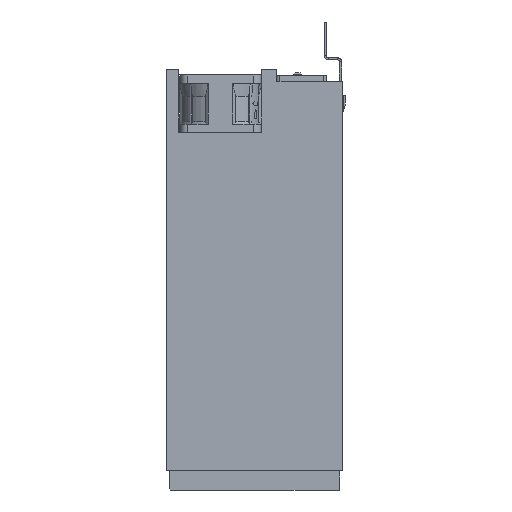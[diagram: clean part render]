
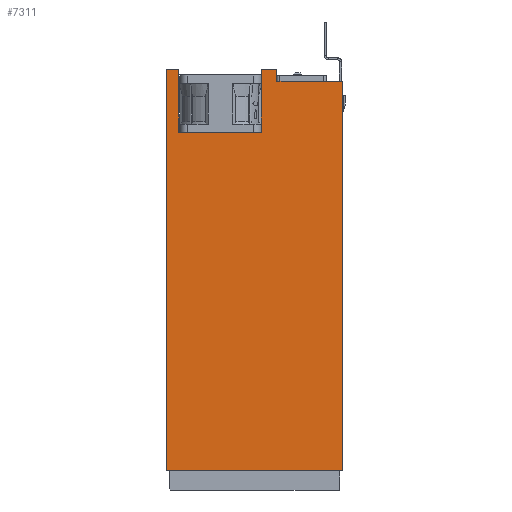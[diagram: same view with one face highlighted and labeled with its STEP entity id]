
A CAD part, front view. The second image highlights one B-rep face of the part: STEP entity #7311.
In plain terms, the highlighted planar face has unit normal (0, -1, 0).
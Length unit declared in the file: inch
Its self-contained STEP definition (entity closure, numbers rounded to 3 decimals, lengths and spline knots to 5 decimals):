
#686=FACE_OUTER_BOUND('',#1092,.T.);
#1092=EDGE_LOOP('',(#5052,#5053,#5054,#5055,#5056,#5057,#5058,#5059,#5060,
#5061));
#1561=LINE('',#10770,#2339);
#1565=LINE('',#10778,#2343);
#1568=LINE('',#10784,#2346);
#1571=LINE('',#10790,#2349);
#1574=LINE('',#10796,#2352);
#1577=LINE('',#10802,#2355);
#1580=LINE('',#10808,#2358);
#1583=LINE('',#10814,#2361);
#1586=LINE('',#10820,#2364);
#1589=LINE('',#10825,#2367);
#2339=VECTOR('',#8645,0.3937);
#2343=VECTOR('',#8651,0.3937);
#2346=VECTOR('',#8656,0.3937);
#2349=VECTOR('',#8661,0.3937);
#2352=VECTOR('',#8666,0.3937);
#2355=VECTOR('',#8671,0.3937);
#2358=VECTOR('',#8676,0.3937);
#2361=VECTOR('',#8681,0.3937);
#2364=VECTOR('',#8686,0.3937);
#2367=VECTOR('',#8691,0.3937);
#3095=VERTEX_POINT('',#10768);
#3096=VERTEX_POINT('',#10769);
#3099=VERTEX_POINT('',#10777);
#3101=VERTEX_POINT('',#10783);
#3103=VERTEX_POINT('',#10789);
#3105=VERTEX_POINT('',#10795);
#3107=VERTEX_POINT('',#10801);
#3109=VERTEX_POINT('',#10807);
#3111=VERTEX_POINT('',#10813);
#3113=VERTEX_POINT('',#10819);
#3825=EDGE_CURVE('',#3095,#3096,#1561,.T.);
#3829=EDGE_CURVE('',#3096,#3099,#1565,.T.);
#3832=EDGE_CURVE('',#3099,#3101,#1568,.T.);
#3835=EDGE_CURVE('',#3101,#3103,#1571,.T.);
#3838=EDGE_CURVE('',#3103,#3105,#1574,.T.);
#3841=EDGE_CURVE('',#3105,#3107,#1577,.T.);
#3844=EDGE_CURVE('',#3107,#3109,#1580,.T.);
#3847=EDGE_CURVE('',#3109,#3111,#1583,.T.);
#3850=EDGE_CURVE('',#3111,#3113,#1586,.T.);
#3853=EDGE_CURVE('',#3113,#3095,#1589,.T.);
#5052=ORIENTED_EDGE('',*,*,#3853,.T.);
#5053=ORIENTED_EDGE('',*,*,#3825,.T.);
#5054=ORIENTED_EDGE('',*,*,#3829,.T.);
#5055=ORIENTED_EDGE('',*,*,#3832,.T.);
#5056=ORIENTED_EDGE('',*,*,#3835,.T.);
#5057=ORIENTED_EDGE('',*,*,#3838,.T.);
#5058=ORIENTED_EDGE('',*,*,#3841,.T.);
#5059=ORIENTED_EDGE('',*,*,#3844,.T.);
#5060=ORIENTED_EDGE('',*,*,#3847,.T.);
#5061=ORIENTED_EDGE('',*,*,#3850,.T.);
#7016=PLANE('',#7852);
#7311=ADVANCED_FACE('',(#686),#7016,.F.);
#7852=AXIS2_PLACEMENT_3D('',#10827,#8693,#8694);
#8645=DIRECTION('',(1.,0.,0.));
#8651=DIRECTION('',(0.,0.,1.));
#8656=DIRECTION('',(-1.,0.,0.));
#8661=DIRECTION('',(0.,0.,1.));
#8666=DIRECTION('',(-1.,0.,0.));
#8671=DIRECTION('',(0.,0.,-1.));
#8676=DIRECTION('',(-1.,0.,0.));
#8681=DIRECTION('',(0.,0.,1.));
#8686=DIRECTION('',(-1.,0.,0.));
#8691=DIRECTION('',(0.,0.,-1.));
#8693=DIRECTION('center_axis',(0.,1.,0.));
#8694=DIRECTION('ref_axis',(0.,0.,1.));
#10768=CARTESIAN_POINT('',(0.,0.,-7.7335));
#10769=CARTESIAN_POINT('',(3.3935,0.,-7.7335));
#10770=CARTESIAN_POINT('',(0.,0.,-7.7335));
#10777=CARTESIAN_POINT('',(3.3935,0.,-0.2335));
#10778=CARTESIAN_POINT('',(3.3935,0.,-7.7335));
#10783=CARTESIAN_POINT('',(2.1265,0.,-0.2335));
#10784=CARTESIAN_POINT('',(3.3935,0.,-0.2335));
#10789=CARTESIAN_POINT('',(2.1265,0.,0.));
#10790=CARTESIAN_POINT('',(2.1265,0.,-0.2335));
#10795=CARTESIAN_POINT('',(1.8265,0.,0.));
#10796=CARTESIAN_POINT('',(2.1265,0.,0.));
#10801=CARTESIAN_POINT('',(1.8265,0.,-1.2125));
#10802=CARTESIAN_POINT('',(1.8265,0.,0.));
#10807=CARTESIAN_POINT('',(0.239,0.,-1.2125));
#10808=CARTESIAN_POINT('',(1.8265,0.,-1.2125));
#10813=CARTESIAN_POINT('',(0.239,0.,0.));
#10814=CARTESIAN_POINT('',(0.239,0.,-1.2125));
#10819=CARTESIAN_POINT('',(0.,0.,0.));
#10820=CARTESIAN_POINT('',(0.239,0.,0.));
#10825=CARTESIAN_POINT('',(0.,0.,0.));
#10827=CARTESIAN_POINT('Origin',(1.61952,0.,-3.63635));
